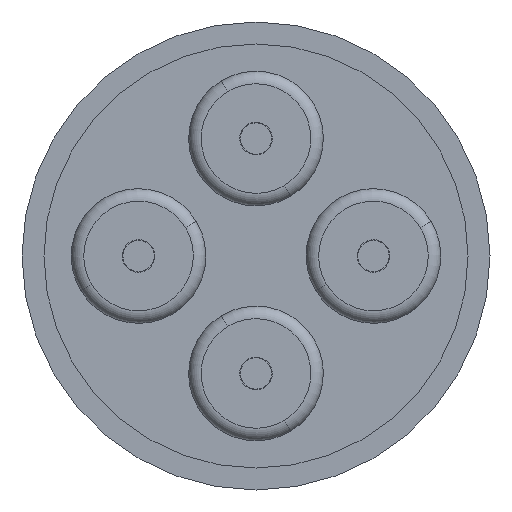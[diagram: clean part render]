
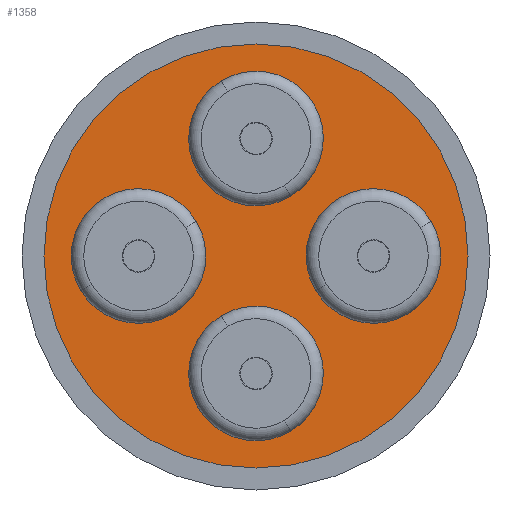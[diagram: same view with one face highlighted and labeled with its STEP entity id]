
A CAD part, front view. The second image highlights one B-rep face of the part: STEP entity #1358.
In plain terms, the highlighted planar face has unit normal (0, -1, 0).
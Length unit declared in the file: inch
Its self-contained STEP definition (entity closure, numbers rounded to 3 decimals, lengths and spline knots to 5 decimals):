
#4 = VERTEX_POINT ( 'NONE', #2723 ) ;
#78 = CARTESIAN_POINT ( 'NONE',  ( 0.11033, 0.47, -0.0542 ) ) ;
#107 = DIRECTION ( 'NONE',  ( 0., 0., -1. ) ) ;
#148 = AXIS2_PLACEMENT_3D ( 'NONE', #1785, #2795, #693 ) ;
#159 = AXIS2_PLACEMENT_3D ( 'NONE', #3379, #1351, #842 ) ;
#166 = ORIENTED_EDGE ( 'NONE', *, *, #2324, .T. ) ;
#307 = CIRCLE ( 'NONE', #2526, 0.0943 ) ;
#428 = AXIS2_PLACEMENT_3D ( 'NONE', #1477, #956, #941 ) ;
#454 = CARTESIAN_POINT ( 'NONE',  ( 0., 0.47, 0.3385 ) ) ;
#487 = EDGE_CURVE ( 'NONE', #1554, #3140, #544, .T. ) ;
#496 = DIRECTION ( 'NONE',  ( 0., 1., 0. ) ) ;
#534 = ORIENTED_EDGE ( 'NONE', *, *, #487, .T. ) ;
#544 = CIRCLE ( 'NONE', #1269, 0.0943 ) ;
#593 = AXIS2_PLACEMENT_3D ( 'NONE', #1566, #2624, #3104 ) ;
#594 = EDGE_LOOP ( 'NONE', ( #534, #2886 ) ) ;
#614 = DIRECTION ( 'NONE',  ( 0., 0., -1. ) ) ;
#644 = AXIS2_PLACEMENT_3D ( 'NONE', #2170, #1373, #3291 ) ;
#647 = ORIENTED_EDGE ( 'NONE', *, *, #2119, .T. ) ;
#649 = AXIS2_PLACEMENT_3D ( 'NONE', #1131, #2727, #107 ) ;
#659 = VERTEX_POINT ( 'NONE', #454 ) ;
#693 = DIRECTION ( 'NONE',  ( 0., 0., 1. ) ) ;
#703 = CIRCLE ( 'NONE', #644, 0.3385 ) ;
#717 = FACE_BOUND ( 'NONE', #1064, .T. ) ;
#750 = FACE_BOUND ( 'NONE', #2855, .T. ) ;
#774 = VERTEX_POINT ( 'NONE', #1857 ) ;
#842 = DIRECTION ( 'NONE',  ( 0., 0., -1. ) ) ;
#911 = DIRECTION ( 'NONE',  ( 0., 0., -1. ) ) ;
#941 = DIRECTION ( 'NONE',  ( 0., 0., -1. ) ) ;
#956 = DIRECTION ( 'NONE',  ( 0., 1., 0. ) ) ;
#959 = EDGE_LOOP ( 'NONE', ( #2725, #166 ) ) ;
#980 = EDGE_CURVE ( 'NONE', #3140, #1554, #2154, .T. ) ;
#1064 = EDGE_LOOP ( 'NONE', ( #2641, #1712 ) ) ;
#1066 = CARTESIAN_POINT ( 'NONE',  ( 0., 0.47, 0.1875 ) ) ;
#1131 = CARTESIAN_POINT ( 'NONE',  ( -0.1875, 0.47, 0. ) ) ;
#1136 = CARTESIAN_POINT ( 'NONE',  ( 0., 0.47, 0.1875 ) ) ;
#1144 = ORIENTED_EDGE ( 'NONE', *, *, #1504, .F. ) ;
#1153 = AXIS2_PLACEMENT_3D ( 'NONE', #1136, #1397, #911 ) ;
#1180 = CARTESIAN_POINT ( 'NONE',  ( -0.1875, 0.47, 0. ) ) ;
#1225 = FACE_OUTER_BOUND ( 'NONE', #2105, .T. ) ;
#1250 = EDGE_CURVE ( 'NONE', #4, #2495, #2649, .T. ) ;
#1268 = AXIS2_PLACEMENT_3D ( 'NONE', #1066, #2658, #3164 ) ;
#1269 = AXIS2_PLACEMENT_3D ( 'NONE', #1180, #2239, #3286 ) ;
#1330 = CIRCLE ( 'NONE', #593, 0.0943 ) ;
#1351 = DIRECTION ( 'NONE',  ( 0., 1., 0. ) ) ;
#1358 = ADVANCED_FACE ( 'NONE', ( #3097, #1745, #717, #750, #1225 ), #2064, .T. ) ;
#1373 = DIRECTION ( 'NONE',  ( 0., 1., 0. ) ) ;
#1390 = CARTESIAN_POINT ( 'NONE',  ( 0., 0.47, 0. ) ) ;
#1397 = DIRECTION ( 'NONE',  ( 0., 1., 0. ) ) ;
#1477 = CARTESIAN_POINT ( 'NONE',  ( 0., 0.47, -0.1875 ) ) ;
#1504 = EDGE_CURVE ( 'NONE', #774, #659, #703, .T. ) ;
#1554 = VERTEX_POINT ( 'NONE', #2489 ) ;
#1566 = CARTESIAN_POINT ( 'NONE',  ( 0.1875, 0.47, 0. ) ) ;
#1600 = CIRCLE ( 'NONE', #428, 0.0943 ) ;
#1602 = VERTEX_POINT ( 'NONE', #1953 ) ;
#1629 = EDGE_CURVE ( 'NONE', #2284, #1784, #1600, .T. ) ;
#1712 = ORIENTED_EDGE ( 'NONE', *, *, #1250, .T. ) ;
#1724 = EDGE_CURVE ( 'NONE', #2495, #4, #2974, .T. ) ;
#1745 = FACE_BOUND ( 'NONE', #594, .T. ) ;
#1751 = ORIENTED_EDGE ( 'NONE', *, *, #1629, .T. ) ;
#1784 = VERTEX_POINT ( 'NONE', #3412 ) ;
#1785 = CARTESIAN_POINT ( 'NONE',  ( 0.3575, 0.47, 0. ) ) ;
#1857 = CARTESIAN_POINT ( 'NONE',  ( 0., 0.47, -0.3385 ) ) ;
#1907 = VERTEX_POINT ( 'NONE', #78 ) ;
#1924 = AXIS2_PLACEMENT_3D ( 'NONE', #1390, #1931, #614 ) ;
#1931 = DIRECTION ( 'NONE',  ( 0., 1., 0. ) ) ;
#1953 = CARTESIAN_POINT ( 'NONE',  ( 0.26467, 0.47, 0.0542 ) ) ;
#2036 = CIRCLE ( 'NONE', #1924, 0.3385 ) ;
#2064 = PLANE ( 'NONE',  #148 ) ;
#2105 = EDGE_LOOP ( 'NONE', ( #2200, #1144 ) ) ;
#2119 = EDGE_CURVE ( 'NONE', #1784, #2284, #2547, .T. ) ;
#2154 = CIRCLE ( 'NONE', #649, 0.0943 ) ;
#2170 = CARTESIAN_POINT ( 'NONE',  ( 0., 0.47, 0. ) ) ;
#2200 = ORIENTED_EDGE ( 'NONE', *, *, #3374, .F. ) ;
#2239 = DIRECTION ( 'NONE',  ( 0., 1., 0. ) ) ;
#2284 = VERTEX_POINT ( 'NONE', #3376 ) ;
#2324 = EDGE_CURVE ( 'NONE', #1907, #1602, #1330, .T. ) ;
#2489 = CARTESIAN_POINT ( 'NONE',  ( -0.26467, 0.47, -0.0542 ) ) ;
#2495 = VERTEX_POINT ( 'NONE', #2732 ) ;
#2526 = AXIS2_PLACEMENT_3D ( 'NONE', #2870, #496, #2622 ) ;
#2547 = CIRCLE ( 'NONE', #159, 0.0943 ) ;
#2558 = CARTESIAN_POINT ( 'NONE',  ( -0.11033, 0.47, 0.0542 ) ) ;
#2622 = DIRECTION ( 'NONE',  ( 0., 0., -1. ) ) ;
#2624 = DIRECTION ( 'NONE',  ( 0., 1., 0. ) ) ;
#2641 = ORIENTED_EDGE ( 'NONE', *, *, #1724, .T. ) ;
#2649 = CIRCLE ( 'NONE', #1153, 0.0943 ) ;
#2658 = DIRECTION ( 'NONE',  ( 0., 1., 0. ) ) ;
#2711 = EDGE_CURVE ( 'NONE', #1602, #1907, #307, .T. ) ;
#2723 = CARTESIAN_POINT ( 'NONE',  ( 0.0542, 0.47, 0.11033 ) ) ;
#2725 = ORIENTED_EDGE ( 'NONE', *, *, #2711, .T. ) ;
#2727 = DIRECTION ( 'NONE',  ( 0., 1., 0. ) ) ;
#2732 = CARTESIAN_POINT ( 'NONE',  ( -0.0542, 0.47, 0.26467 ) ) ;
#2795 = DIRECTION ( 'NONE',  ( 0., -1., 0. ) ) ;
#2855 = EDGE_LOOP ( 'NONE', ( #647, #1751 ) ) ;
#2870 = CARTESIAN_POINT ( 'NONE',  ( 0.1875, 0.47, 0. ) ) ;
#2886 = ORIENTED_EDGE ( 'NONE', *, *, #980, .T. ) ;
#2974 = CIRCLE ( 'NONE', #1268, 0.0943 ) ;
#3097 = FACE_BOUND ( 'NONE', #959, .T. ) ;
#3104 = DIRECTION ( 'NONE',  ( 0., 0., -1. ) ) ;
#3140 = VERTEX_POINT ( 'NONE', #2558 ) ;
#3164 = DIRECTION ( 'NONE',  ( 0., 0., -1. ) ) ;
#3286 = DIRECTION ( 'NONE',  ( 0., 0., -1. ) ) ;
#3291 = DIRECTION ( 'NONE',  ( 0., 0., -1. ) ) ;
#3374 = EDGE_CURVE ( 'NONE', #659, #774, #2036, .T. ) ;
#3376 = CARTESIAN_POINT ( 'NONE',  ( -0.0542, 0.47, -0.11033 ) ) ;
#3379 = CARTESIAN_POINT ( 'NONE',  ( 0., 0.47, -0.1875 ) ) ;
#3412 = CARTESIAN_POINT ( 'NONE',  ( 0.0542, 0.47, -0.26467 ) ) ;
